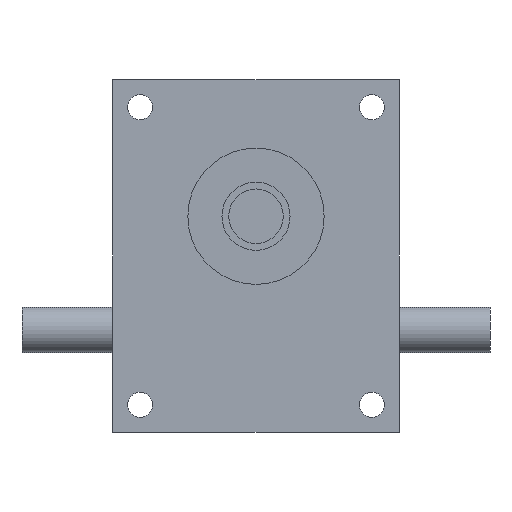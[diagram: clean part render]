
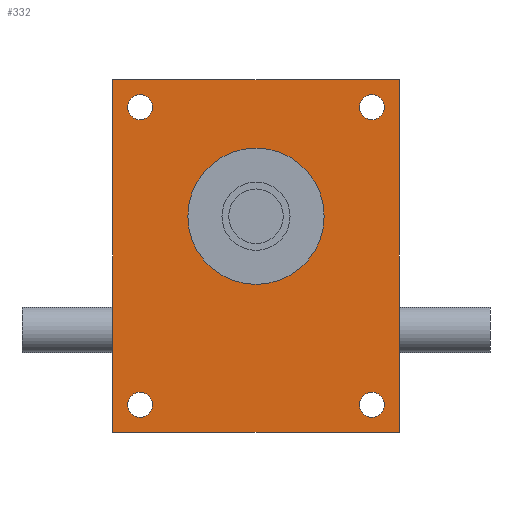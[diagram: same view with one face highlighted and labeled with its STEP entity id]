
A CAD part, front view. The second image highlights one B-rep face of the part: STEP entity #332.
In plain terms, the highlighted planar face has unit normal (0, -1, 0).
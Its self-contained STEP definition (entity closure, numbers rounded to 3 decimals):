
#332 = ADVANCED_FACE( '', ( #753, #754, #755, #756, #757, #758 ), #759, .F. );
#753 = FACE_BOUND( '', #1354, .T. );
#754 = FACE_BOUND( '', #1355, .T. );
#755 = FACE_BOUND( '', #1356, .T. );
#756 = FACE_BOUND( '', #1357, .T. );
#757 = FACE_BOUND( '', #1358, .T. );
#758 = FACE_OUTER_BOUND( '', #1359, .T. );
#759 = PLANE( '', #1360 );
#1354 = EDGE_LOOP( '', ( #2064 ) );
#1355 = EDGE_LOOP( '', ( #2065 ) );
#1356 = EDGE_LOOP( '', ( #2066 ) );
#1357 = EDGE_LOOP( '', ( #2067 ) );
#1358 = EDGE_LOOP( '', ( #2068 ) );
#1359 = EDGE_LOOP( '', ( #2069, #2070, #2071, #2072 ) );
#1360 = AXIS2_PLACEMENT_3D( '', #2073, #2074, #2075 );
#2064 = ORIENTED_EDGE( '', *, *, #3355, .T. );
#2065 = ORIENTED_EDGE( '', *, *, #3356, .T. );
#2066 = ORIENTED_EDGE( '', *, *, #3357, .T. );
#2067 = ORIENTED_EDGE( '', *, *, #3358, .T. );
#2068 = ORIENTED_EDGE( '', *, *, #3359, .T. );
#2069 = ORIENTED_EDGE( '', *, *, #3259, .T. );
#2070 = ORIENTED_EDGE( '', *, *, #3360, .F. );
#2071 = ORIENTED_EDGE( '', *, *, #3361, .F. );
#2072 = ORIENTED_EDGE( '', *, *, #3345, .T. );
#2073 = CARTESIAN_POINT( '', ( -63., -45., 77.5 ) );
#2074 = DIRECTION( '', ( 0., 1., 0. ) );
#2075 = DIRECTION( '', ( 0., 0., 1. ) );
#3259 = EDGE_CURVE( '', #3807, #3811, #3813, .T. );
#3345 = EDGE_CURVE( '', #3962, #3807, #3963, .T. );
#3355 = EDGE_CURVE( '', #3976, #3976, #3977, .T. );
#3356 = EDGE_CURVE( '', #3978, #3978, #3979, .T. );
#3357 = EDGE_CURVE( '', #3980, #3980, #3981, .T. );
#3358 = EDGE_CURVE( '', #3982, #3982, #3983, .T. );
#3359 = EDGE_CURVE( '', #3984, #3984, #3985, .T. );
#3360 = EDGE_CURVE( '', #3986, #3811, #3987, .T. );
#3361 = EDGE_CURVE( '', #3962, #3986, #3988, .T. );
#3807 = VERTEX_POINT( '', #4602 );
#3811 = VERTEX_POINT( '', #4608 );
#3813 = LINE( '', #4611, #4612 );
#3962 = VERTEX_POINT( '', #4802 );
#3963 = LINE( '', #4803, #4804 );
#3976 = VERTEX_POINT( '', #4819 );
#3977 = CIRCLE( '', #4820, 5.5 );
#3978 = VERTEX_POINT( '', #4821 );
#3979 = CIRCLE( '', #4822, 5.5 );
#3980 = VERTEX_POINT( '', #4823 );
#3981 = CIRCLE( '', #4824, 5.5 );
#3982 = VERTEX_POINT( '', #4825 );
#3983 = CIRCLE( '', #4826, 5.5 );
#3984 = VERTEX_POINT( '', #4827 );
#3985 = CIRCLE( '', #4828, 30. );
#3986 = VERTEX_POINT( '', #4829 );
#3987 = LINE( '', #4830, #4831 );
#3988 = LINE( '', #4832, #4833 );
#4602 = CARTESIAN_POINT( '', ( -63., -45., -77.5 ) );
#4608 = CARTESIAN_POINT( '', ( 63., -45., -77.5 ) );
#4611 = CARTESIAN_POINT( '', ( -63., -45., -77.5 ) );
#4612 = VECTOR( '', #5634, 1000. );
#4802 = CARTESIAN_POINT( '', ( -63., -45., 77.5 ) );
#4803 = CARTESIAN_POINT( '', ( -63., -45., 77.5 ) );
#4804 = VECTOR( '', #5754, 1000. );
#4819 = CARTESIAN_POINT( '', ( 56.5, -45., 65.5 ) );
#4820 = AXIS2_PLACEMENT_3D( '', #5766, #5767, #5768 );
#4821 = CARTESIAN_POINT( '', ( -45.5, -45., 65.5 ) );
#4822 = AXIS2_PLACEMENT_3D( '', #5769, #5770, #5771 );
#4823 = CARTESIAN_POINT( '', ( -45.5, -45., -65.5 ) );
#4824 = AXIS2_PLACEMENT_3D( '', #5772, #5773, #5774 );
#4825 = CARTESIAN_POINT( '', ( 56.5, -45., -65.5 ) );
#4826 = AXIS2_PLACEMENT_3D( '', #5775, #5776, #5777 );
#4827 = CARTESIAN_POINT( '', ( 30., -45., 17.5 ) );
#4828 = AXIS2_PLACEMENT_3D( '', #5778, #5779, #5780 );
#4829 = CARTESIAN_POINT( '', ( 63., -45., 77.5 ) );
#4830 = CARTESIAN_POINT( '', ( 63., -45., 77.5 ) );
#4831 = VECTOR( '', #5781, 1000. );
#4832 = CARTESIAN_POINT( '', ( -63., -45., 77.5 ) );
#4833 = VECTOR( '', #5782, 1000. );
#5634 = DIRECTION( '', ( 1., 0., 0. ) );
#5754 = DIRECTION( '', ( 0., 0., -1. ) );
#5766 = CARTESIAN_POINT( '', ( 51., -45., 65.5 ) );
#5767 = DIRECTION( '', ( 0., 1., 0. ) );
#5768 = DIRECTION( '', ( 1., 0., 0. ) );
#5769 = CARTESIAN_POINT( '', ( -51., -45., 65.5 ) );
#5770 = DIRECTION( '', ( 0., 1., 0. ) );
#5771 = DIRECTION( '', ( 1., 0., 0. ) );
#5772 = CARTESIAN_POINT( '', ( -51., -45., -65.5 ) );
#5773 = DIRECTION( '', ( 0., 1., 0. ) );
#5774 = DIRECTION( '', ( 1., 0., 0. ) );
#5775 = CARTESIAN_POINT( '', ( 51., -45., -65.5 ) );
#5776 = DIRECTION( '', ( 0., 1., 0. ) );
#5777 = DIRECTION( '', ( 1., 0., 0. ) );
#5778 = CARTESIAN_POINT( '', ( 0., -45., 17.5 ) );
#5779 = DIRECTION( '', ( 0., 1., 0. ) );
#5780 = DIRECTION( '', ( 1., 0., 0. ) );
#5781 = DIRECTION( '', ( 0., 0., -1. ) );
#5782 = DIRECTION( '', ( 1., 0., 0. ) );
